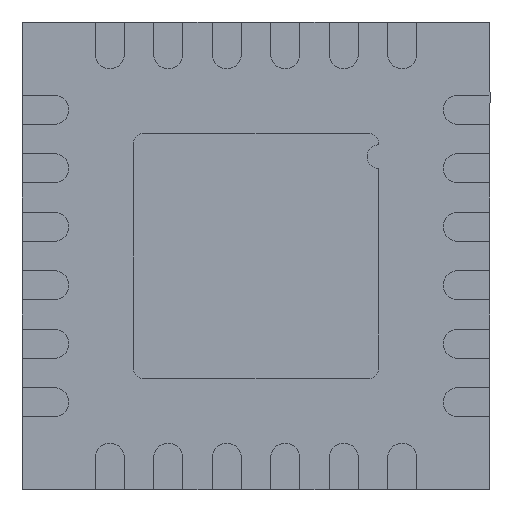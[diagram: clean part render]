
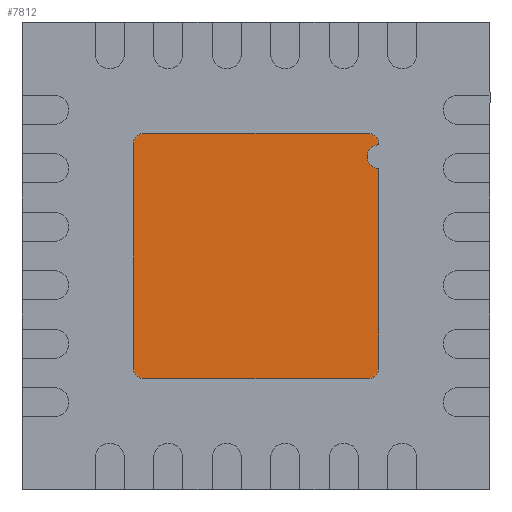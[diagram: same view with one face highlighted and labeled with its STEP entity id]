
A CAD part, front view. The second image highlights one B-rep face of the part: STEP entity #7812.
In plain terms, the highlighted planar face has unit normal (0, -1, 0).
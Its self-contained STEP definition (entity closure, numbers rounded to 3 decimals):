
#38 = DIRECTION ( 'NONE',  ( 0., 0., 1. ) ) ;
#283 = ORIENTED_EDGE ( 'NONE', *, *, #3699, .T. ) ;
#315 = CARTESIAN_POINT ( 'NONE',  ( 1.05, 0., 0.75 ) ) ;
#609 = CARTESIAN_POINT ( 'NONE',  ( -0.95, 0., 0.95 ) ) ;
#698 = LINE ( 'NONE', #1557, #1234 ) ;
#803 = AXIS2_PLACEMENT_3D ( 'NONE', #1146, #7933, #5165 ) ;
#1127 = ORIENTED_EDGE ( 'NONE', *, *, #8502, .T. ) ;
#1146 = CARTESIAN_POINT ( 'NONE',  ( 0.95, 0., -0.95 ) ) ;
#1150 = EDGE_CURVE ( 'NONE', #1859, #6533, #2488, .T. ) ;
#1234 = VECTOR ( 'NONE', #2908, 1000. ) ;
#1240 = LINE ( 'NONE', #5008, #1652 ) ;
#1243 = CARTESIAN_POINT ( 'NONE',  ( 1.05, 0., 0.95 ) ) ;
#1277 = DIRECTION ( 'NONE',  ( 0., 0., -1. ) ) ;
#1280 = EDGE_CURVE ( 'NONE', #4187, #3371, #5206, .T. ) ;
#1356 = CIRCLE ( 'NONE', #3566, 0.1 ) ;
#1453 = AXIS2_PLACEMENT_3D ( 'NONE', #3173, #2536, #7225 ) ;
#1557 = CARTESIAN_POINT ( 'NONE',  ( -1.05, 0., 0.95 ) ) ;
#1652 = VECTOR ( 'NONE', #1741, 1000. ) ;
#1741 = DIRECTION ( 'NONE',  ( -1., 0., 0. ) ) ;
#1859 = VERTEX_POINT ( 'NONE', #3374 ) ;
#1980 = CARTESIAN_POINT ( 'NONE',  ( 1.05, 0., -0.95 ) ) ;
#2076 = FACE_OUTER_BOUND ( 'NONE', #4742, .T. ) ;
#2143 = LINE ( 'NONE', #5933, #4335 ) ;
#2311 = CARTESIAN_POINT ( 'NONE',  ( -0.95, 0., -1.05 ) ) ;
#2343 = DIRECTION ( 'NONE',  ( 0., -1., 0. ) ) ;
#2424 = EDGE_CURVE ( 'NONE', #3683, #1859, #2143, .T. ) ;
#2488 = CIRCLE ( 'NONE', #803, 0.1 ) ;
#2536 = DIRECTION ( 'NONE',  ( 0., -1., 0. ) ) ;
#2705 = CARTESIAN_POINT ( 'NONE',  ( 1.05, 0., -0.95 ) ) ;
#2711 = CARTESIAN_POINT ( 'NONE',  ( 0.95, 0., 1.05 ) ) ;
#2908 = DIRECTION ( 'NONE',  ( 0., 0., -1. ) ) ;
#3118 = CIRCLE ( 'NONE', #5565, 0.1 ) ;
#3152 = DIRECTION ( 'NONE',  ( 0., 0., -1. ) ) ;
#3173 = CARTESIAN_POINT ( 'NONE',  ( 0.95, 0., 0.95 ) ) ;
#3254 = ORIENTED_EDGE ( 'NONE', *, *, #2424, .T. ) ;
#3335 = ORIENTED_EDGE ( 'NONE', *, *, #4542, .T. ) ;
#3371 = VERTEX_POINT ( 'NONE', #5246 ) ;
#3374 = CARTESIAN_POINT ( 'NONE',  ( 0.95, 0., -1.05 ) ) ;
#3455 = CARTESIAN_POINT ( 'NONE',  ( -1.05, 0., -0.95 ) ) ;
#3475 = ORIENTED_EDGE ( 'NONE', *, *, #8055, .T. ) ;
#3566 = AXIS2_PLACEMENT_3D ( 'NONE', #6737, #8007, #3976 ) ;
#3683 = VERTEX_POINT ( 'NONE', #2311 ) ;
#3699 = EDGE_CURVE ( 'NONE', #6045, #3683, #8140, .T. ) ;
#3766 = VERTEX_POINT ( 'NONE', #1243 ) ;
#3819 = VERTEX_POINT ( 'NONE', #2711 ) ;
#3821 = VECTOR ( 'NONE', #38, 1000. ) ;
#3931 = DIRECTION ( 'NONE',  ( 1., 0., 0. ) ) ;
#3976 = DIRECTION ( 'NONE',  ( 0., 0., -1. ) ) ;
#4038 = DIRECTION ( 'NONE',  ( 0., 1., 0. ) ) ;
#4187 = VERTEX_POINT ( 'NONE', #8125 ) ;
#4335 = VECTOR ( 'NONE', #3931, 1000. ) ;
#4500 = ORIENTED_EDGE ( 'NONE', *, *, #7205, .T. ) ;
#4542 = EDGE_CURVE ( 'NONE', #6533, #6820, #7607, .T. ) ;
#4742 = EDGE_LOOP ( 'NONE', ( #7625, #3475, #5154, #1127, #283, #3254, #7901, #3335, #4500 ) ) ;
#5008 = CARTESIAN_POINT ( 'NONE',  ( 0.95, 0., 1.05 ) ) ;
#5154 = ORIENTED_EDGE ( 'NONE', *, *, #1280, .T. ) ;
#5165 = DIRECTION ( 'NONE',  ( 0., 0., -1. ) ) ;
#5206 = CIRCLE ( 'NONE', #7993, 0.1 ) ;
#5246 = CARTESIAN_POINT ( 'NONE',  ( -1.05, 0., 0.95 ) ) ;
#5286 = DIRECTION ( 'NONE',  ( 0., -1., 0. ) ) ;
#5565 = AXIS2_PLACEMENT_3D ( 'NONE', #7976, #4038, #7295 ) ;
#5933 = CARTESIAN_POINT ( 'NONE',  ( -0.95, 0., -1.05 ) ) ;
#6045 = VERTEX_POINT ( 'NONE', #3455 ) ;
#6533 = VERTEX_POINT ( 'NONE', #1980 ) ;
#6737 = CARTESIAN_POINT ( 'NONE',  ( 0.95, 0., 0.95 ) ) ;
#6820 = VERTEX_POINT ( 'NONE', #315 ) ;
#7205 = EDGE_CURVE ( 'NONE', #6820, #3766, #3118, .T. ) ;
#7225 = DIRECTION ( 'NONE',  ( 0., 0., -1. ) ) ;
#7240 = EDGE_CURVE ( 'NONE', #3766, #3819, #1356, .T. ) ;
#7295 = DIRECTION ( 'NONE',  ( 0., 0., -1. ) ) ;
#7607 = LINE ( 'NONE', #2705, #3821 ) ;
#7625 = ORIENTED_EDGE ( 'NONE', *, *, #7240, .T. ) ;
#7812 = ADVANCED_FACE ( 'NONE', ( #2076 ), #7940, .T. ) ;
#7901 = ORIENTED_EDGE ( 'NONE', *, *, #1150, .T. ) ;
#7918 = CARTESIAN_POINT ( 'NONE',  ( -0.95, 0., -0.95 ) ) ;
#7933 = DIRECTION ( 'NONE',  ( 0., -1., 0. ) ) ;
#7940 = PLANE ( 'NONE',  #1453 ) ;
#7976 = CARTESIAN_POINT ( 'NONE',  ( 1.05, 0., 0.85 ) ) ;
#7993 = AXIS2_PLACEMENT_3D ( 'NONE', #609, #5286, #1277 ) ;
#8007 = DIRECTION ( 'NONE',  ( 0., -1., 0. ) ) ;
#8055 = EDGE_CURVE ( 'NONE', #3819, #4187, #1240, .T. ) ;
#8125 = CARTESIAN_POINT ( 'NONE',  ( -0.95, 0., 1.05 ) ) ;
#8140 = CIRCLE ( 'NONE', #8364, 0.1 ) ;
#8364 = AXIS2_PLACEMENT_3D ( 'NONE', #7918, #2343, #3152 ) ;
#8502 = EDGE_CURVE ( 'NONE', #3371, #6045, #698, .T. ) ;
